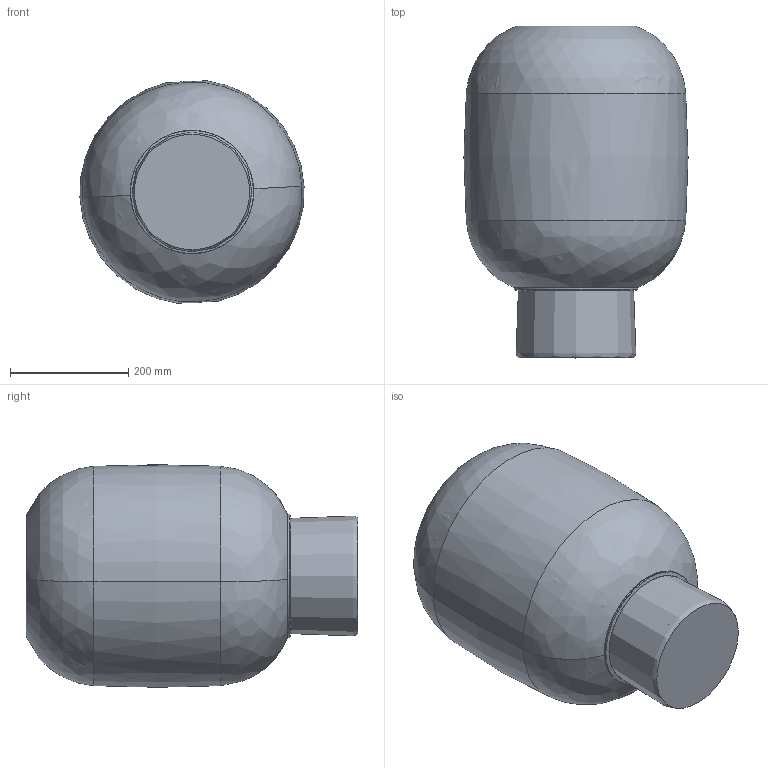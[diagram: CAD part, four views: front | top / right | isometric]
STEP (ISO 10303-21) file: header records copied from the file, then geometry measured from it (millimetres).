
FILE_DESCRIPTION(/* description */ (''),/* implementation_level */ '2;1');
FILE_NAME(/* name */ '10330_A01-01_NEBL_MEGA.stp',/* time_stamp */ '2018-09-12T21:38:31+02:00',/* author */ ('SørenNielsen'),/* organization */ (''),/* preprocessor_version */ 'ST-DEVELOPER v16.13',/* originating_system */ 'Autodesk Inventor 2018',/* authorisation */ '');
FILE_SCHEMA (('AUTOMOTIVE_DESIGN { 1 0 10303 214 3 1 1 }'));
Length unit declared in the file: millimetre
Products named in the file (4): 10330_A01-01_NEBL_MEGA; 180131_NEBL_MEGA_GASKET_REV2; 10330_P01-01_BASE_MEGA; 10330_P02_01_GLASS_MEGA
Assembly tree (3 placements, depth 2):
  10330_A01-01_NEBL_MEGA
    180131_NEBL_MEGA_GASKET_REV2
    10330_P01-01_BASE_MEGA
    10330_P02_01_GLASS_MEGA
Bounding box: 378.8 x 560.82 x 376.1 mm (x, y, z)
Volume: 1961405.2 mm3; surface area: 1396571.9 mm2
Topology: 3 solids, 3 shells, 34 faces, 68 edges, 37 vertices
Faces by surface type: bspline 17, torus 6, plane 4, cone 4, cylinder 3
Full cylindrical faces by diameter (mm): 198.3 x1, 205.2 x1, 208.88 x1
Entity records: 3527 total; most frequent: CARTESIAN_POINT 2784, DIRECTION 129, ORIENTED_EDGE 106, AXIS2_PLACEMENT_3D 64, EDGE_CURVE 53, EDGE_LOOP 48, CIRCLE 40, VERTEX_POINT 35
